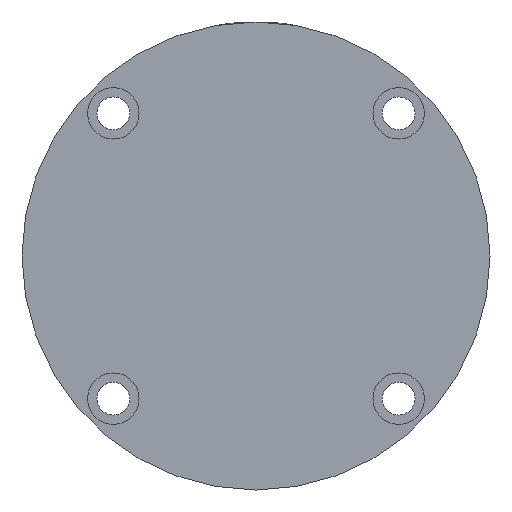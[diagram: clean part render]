
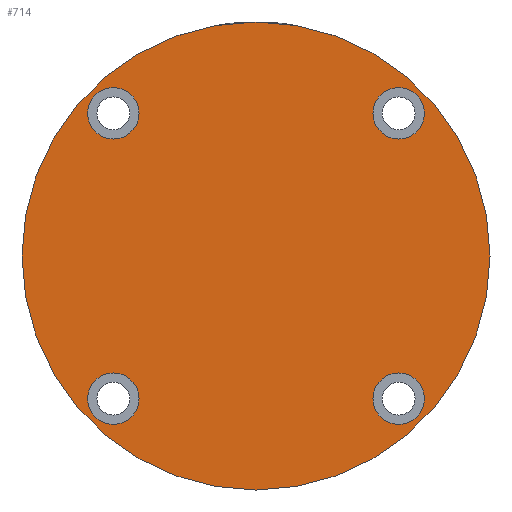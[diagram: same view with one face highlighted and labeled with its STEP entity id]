
A CAD part, left-side view. The second image highlights one B-rep face of the part: STEP entity #714.
In plain terms, the highlighted face is planar.
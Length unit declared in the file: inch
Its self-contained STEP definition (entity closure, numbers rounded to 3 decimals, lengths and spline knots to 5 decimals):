
#57 = CARTESIAN_POINT ( 'NONE',  ( 0.95106, 0.53, -0.95106 ) ) ;
#113 = FACE_OUTER_BOUND ( 'NONE', #3136, .T. ) ;
#227 = DIRECTION ( 'NONE',  ( 0., 1., 0. ) ) ;
#238 = EDGE_CURVE ( 'NONE', #2435, #4373, #2692, .T. ) ;
#277 = CARTESIAN_POINT ( 'NONE',  ( -0.95106, 0.53, 0.95106 ) ) ;
#310 = AXIS2_PLACEMENT_3D ( 'NONE', #2444, #328, #2799 ) ;
#328 = DIRECTION ( 'NONE',  ( 0., 1., 0. ) ) ;
#356 = AXIS2_PLACEMENT_3D ( 'NONE', #703, #3180, #1051 ) ;
#364 = VERTEX_POINT ( 'NONE', #3499 ) ;
#395 = DIRECTION ( 'NONE',  ( 0., 0., 1. ) ) ;
#554 = CIRCLE ( 'NONE', #356, 1.56 ) ;
#636 = DIRECTION ( 'NONE',  ( 0., 0., 1. ) ) ;
#703 = CARTESIAN_POINT ( 'NONE',  ( 0., 0.53, 0. ) ) ;
#714 = ADVANCED_FACE ( 'PLANAR_0', ( #3024, #1963, #1144, #1032, #113 ), #1058, .F. ) ;
#739 = CIRCLE ( 'NONE', #1181, 0.1715 ) ;
#776 = EDGE_CURVE ( 'NONE', #1158, #2066, #2684, .T. ) ;
#869 = CARTESIAN_POINT ( 'NONE',  ( -0.95106, 0.53, -0.95106 ) ) ;
#888 = VERTEX_POINT ( 'NONE', #1869 ) ;
#939 = VERTEX_POINT ( 'NONE', #1371 ) ;
#950 = DIRECTION ( 'NONE',  ( 0., 1., 0. ) ) ;
#953 = EDGE_CURVE ( 'NONE', #939, #2996, #969, .T. ) ;
#969 = CIRCLE ( 'NONE', #310, 0.1715 ) ;
#977 = CARTESIAN_POINT ( 'NONE',  ( 0.95106, 0.53, 0.77956 ) ) ;
#1014 = CARTESIAN_POINT ( 'NONE',  ( 0.95106, 0.53, -0.95106 ) ) ;
#1032 = FACE_BOUND ( 'NONE', #2606, .T. ) ;
#1051 = DIRECTION ( 'NONE',  ( 0., 0., 1. ) ) ;
#1058 = PLANE ( 'NONE',  #2354 ) ;
#1068 = ORIENTED_EDGE ( 'NONE', *, *, #2724, .F. ) ;
#1144 = FACE_BOUND ( 'NONE', #2120, .T. ) ;
#1158 = VERTEX_POINT ( 'NONE', #2893 ) ;
#1181 = AXIS2_PLACEMENT_3D ( 'NONE', #2341, #227, #2700 ) ;
#1224 = DIRECTION ( 'NONE',  ( 0., 0., 1. ) ) ;
#1315 = AXIS2_PLACEMENT_3D ( 'NONE', #277, #2754, #636 ) ;
#1367 = DIRECTION ( 'NONE',  ( 0., 0., 1. ) ) ;
#1371 = CARTESIAN_POINT ( 'NONE',  ( 0.95106, 0.53, 1.12256 ) ) ;
#1373 = CARTESIAN_POINT ( 'NONE',  ( 0., 0.53, 0. ) ) ;
#1397 = CARTESIAN_POINT ( 'NONE',  ( 0., 0.53, -1.56 ) ) ;
#1402 = CARTESIAN_POINT ( 'NONE',  ( 0., 0.53, 0. ) ) ;
#1415 = DIRECTION ( 'NONE',  ( 0., 0., -1. ) ) ;
#1429 = CIRCLE ( 'NONE', #1315, 0.1715 ) ;
#1522 = ORIENTED_EDGE ( 'NONE', *, *, #1794, .F. ) ;
#1629 = ORIENTED_EDGE ( 'NONE', *, *, #3895, .F. ) ;
#1657 = EDGE_CURVE ( 'NONE', #2066, #1158, #4391, .T. ) ;
#1689 = CARTESIAN_POINT ( 'NONE',  ( -0.95106, 0.53, 0.95106 ) ) ;
#1726 = DIRECTION ( 'NONE',  ( 0., 0., 1. ) ) ;
#1794 = EDGE_CURVE ( 'NONE', #2996, #939, #3230, .T. ) ;
#1829 = AXIS2_PLACEMENT_3D ( 'NONE', #1373, #3848, #1726 ) ;
#1839 = ORIENTED_EDGE ( 'NONE', *, *, #2867, .F. ) ;
#1869 = CARTESIAN_POINT ( 'NONE',  ( 0., 0.53, 1.56 ) ) ;
#1926 = ORIENTED_EDGE ( 'NONE', *, *, #953, .F. ) ;
#1963 = FACE_BOUND ( 'NONE', #2079, .T. ) ;
#2055 = DIRECTION ( 'NONE',  ( 0., 0., 1. ) ) ;
#2066 = VERTEX_POINT ( 'NONE', #2685 ) ;
#2079 = EDGE_LOOP ( 'NONE', ( #2701, #2263 ) ) ;
#2120 = EDGE_LOOP ( 'NONE', ( #1926, #1522 ) ) ;
#2226 = VERTEX_POINT ( 'NONE', #1397 ) ;
#2263 = ORIENTED_EDGE ( 'NONE', *, *, #776, .F. ) ;
#2341 = CARTESIAN_POINT ( 'NONE',  ( -0.95106, 0.53, -0.95106 ) ) ;
#2354 = AXIS2_PLACEMENT_3D ( 'NONE', #1402, #3528, #1415 ) ;
#2391 = CARTESIAN_POINT ( 'NONE',  ( -0.95106, 0.53, 0.77956 ) ) ;
#2411 = AXIS2_PLACEMENT_3D ( 'NONE', #1014, #3490, #1367 ) ;
#2435 = VERTEX_POINT ( 'NONE', #3064 ) ;
#2444 = CARTESIAN_POINT ( 'NONE',  ( 0.95106, 0.53, 0.95106 ) ) ;
#2519 = DIRECTION ( 'NONE',  ( 0., 1., 0. ) ) ;
#2525 = ORIENTED_EDGE ( 'NONE', *, *, #2539, .T. ) ;
#2539 = EDGE_CURVE ( 'NONE', #888, #2226, #3272, .T. ) ;
#2571 = CIRCLE ( 'NONE', #3170, 0.1715 ) ;
#2606 = EDGE_LOOP ( 'NONE', ( #4429, #1629 ) ) ;
#2684 = CIRCLE ( 'NONE', #3548, 0.1715 ) ;
#2685 = CARTESIAN_POINT ( 'NONE',  ( 0.95106, 0.53, -0.77956 ) ) ;
#2692 = CIRCLE ( 'NONE', #3411, 0.1715 ) ;
#2700 = DIRECTION ( 'NONE',  ( 0., 0., 1. ) ) ;
#2701 = ORIENTED_EDGE ( 'NONE', *, *, #1657, .F. ) ;
#2724 = EDGE_CURVE ( 'NONE', #364, #2927, #2571, .T. ) ;
#2754 = DIRECTION ( 'NONE',  ( 0., 1., 0. ) ) ;
#2799 = DIRECTION ( 'NONE',  ( 0., 0., 1. ) ) ;
#2867 = EDGE_CURVE ( 'NONE', #2927, #364, #739, .T. ) ;
#2893 = CARTESIAN_POINT ( 'NONE',  ( 0.95106, 0.53, -1.12256 ) ) ;
#2927 = VERTEX_POINT ( 'NONE', #3152 ) ;
#2996 = VERTEX_POINT ( 'NONE', #977 ) ;
#3024 = FACE_BOUND ( 'NONE', #3463, .T. ) ;
#3064 = CARTESIAN_POINT ( 'NONE',  ( -0.95106, 0.53, 1.12256 ) ) ;
#3078 = CARTESIAN_POINT ( 'NONE',  ( 0.95106, 0.53, 0.95106 ) ) ;
#3136 = EDGE_LOOP ( 'NONE', ( #2525, #4092 ) ) ;
#3152 = CARTESIAN_POINT ( 'NONE',  ( -0.95106, 0.53, -0.77956 ) ) ;
#3170 = AXIS2_PLACEMENT_3D ( 'NONE', #869, #3342, #1224 ) ;
#3180 = DIRECTION ( 'NONE',  ( 0., 1., 0. ) ) ;
#3230 = CIRCLE ( 'NONE', #3834, 0.1715 ) ;
#3272 = CIRCLE ( 'NONE', #1829, 1.56 ) ;
#3342 = DIRECTION ( 'NONE',  ( 0., 1., 0. ) ) ;
#3411 = AXIS2_PLACEMENT_3D ( 'NONE', #1689, #4177, #2055 ) ;
#3415 = DIRECTION ( 'NONE',  ( 0., 0., 1. ) ) ;
#3463 = EDGE_LOOP ( 'NONE', ( #1839, #1068 ) ) ;
#3490 = DIRECTION ( 'NONE',  ( 0., 1., 0. ) ) ;
#3499 = CARTESIAN_POINT ( 'NONE',  ( -0.95106, 0.53, -1.12256 ) ) ;
#3528 = DIRECTION ( 'NONE',  ( 0., -1., 0. ) ) ;
#3548 = AXIS2_PLACEMENT_3D ( 'NONE', #57, #2519, #395 ) ;
#3834 = AXIS2_PLACEMENT_3D ( 'NONE', #3078, #950, #3415 ) ;
#3848 = DIRECTION ( 'NONE',  ( 0., 1., 0. ) ) ;
#3895 = EDGE_CURVE ( 'NONE', #4373, #2435, #1429, .T. ) ;
#4092 = ORIENTED_EDGE ( 'NONE', *, *, #4514, .T. ) ;
#4177 = DIRECTION ( 'NONE',  ( 0., 1., 0. ) ) ;
#4373 = VERTEX_POINT ( 'NONE', #2391 ) ;
#4391 = CIRCLE ( 'NONE', #2411, 0.1715 ) ;
#4429 = ORIENTED_EDGE ( 'NONE', *, *, #238, .F. ) ;
#4514 = EDGE_CURVE ( 'NONE', #2226, #888, #554, .T. ) ;
